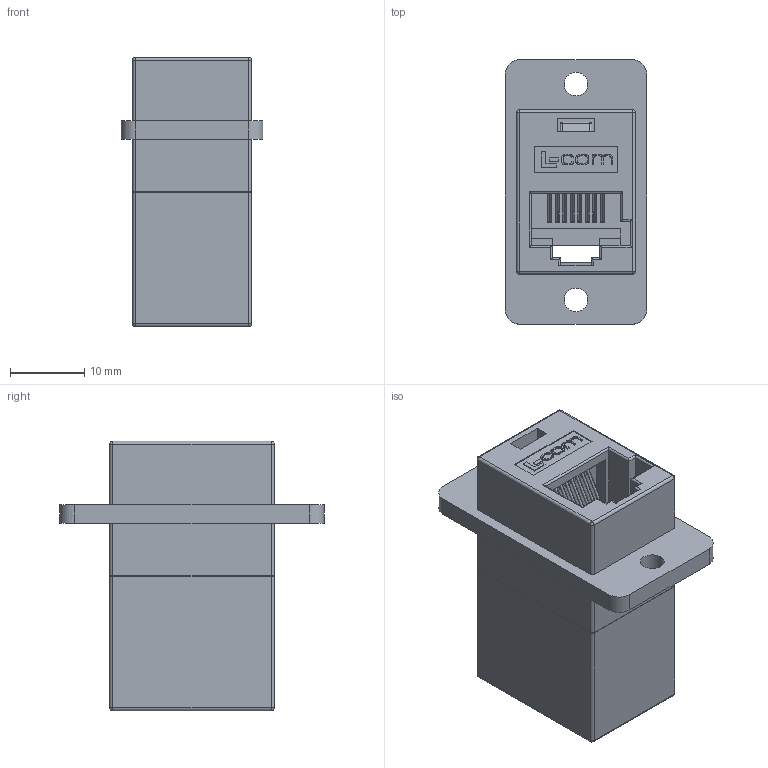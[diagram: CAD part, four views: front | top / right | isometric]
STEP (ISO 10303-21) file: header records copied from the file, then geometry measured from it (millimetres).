
FILE_DESCRIPTION (( 'STEP AP214' ), '1' );
FILE_NAME ('ECF504-8SK.STEP', '2012-11-19T20:26:37', ( 'x' ), ( '' ), 'SwSTEP 2.0', 'SolidWorks 2012', '' );
FILE_SCHEMA (( 'AUTOMOTIVE_DESIGN' ));
Length unit declared in the file: inch
Products named in the file (7): 1AG01-097; 1AG01-105_with flange; 1AG01-095; WIRE BOTTOM ROW; WIRE TOP ROW; 1AG01-096; ECF504-8SK
Assembly tree (13 placements, depth 3):
  ECF504-8SK
    1AG01-095  x2
      1AG01-096
      WIRE TOP ROW
      WIRE BOTTOM ROW
    1AG01-105_with flange
    1AG01-097
Bounding box: 19.05 x 35.56 x 36.22 mm (x, y, z)
Volume: 7341 mm3; surface area: 10607.3 mm2
Topology: 20 solids, 20 shells, 920 faces, 2384 edges, 1520 vertices
Faces by surface type: plane 492, cylinder 304, torus 64, bspline 48, sphere 12
Entity records: 20302 total; most frequent: CARTESIAN_POINT 4039, ORIENTED_EDGE 3284, DIRECTION 2892, EDGE_CURVE 1642, LINE 1274, VECTOR 1274, VERTEX_POINT 1068, AXIS2_PLACEMENT_3D 809
